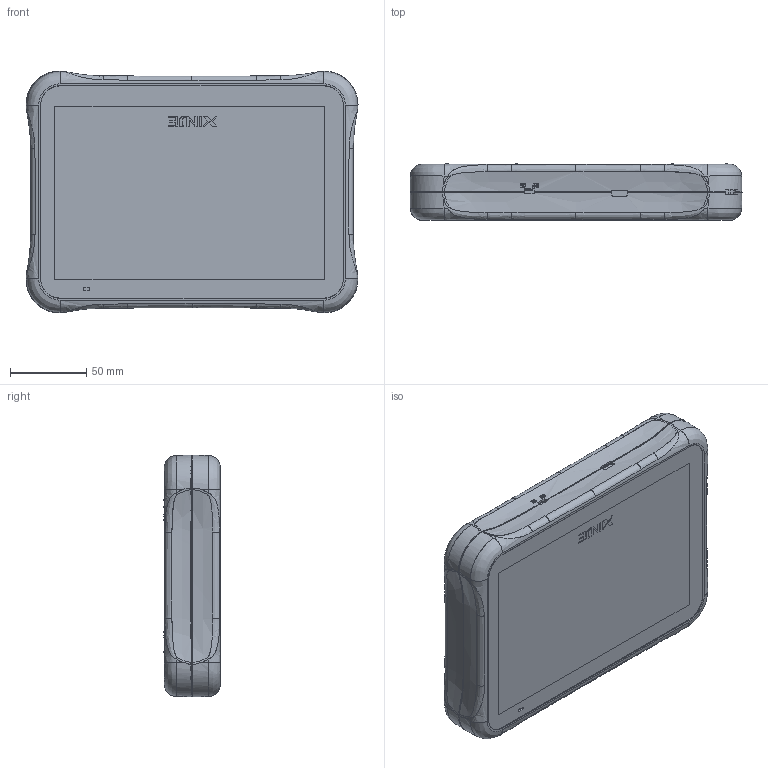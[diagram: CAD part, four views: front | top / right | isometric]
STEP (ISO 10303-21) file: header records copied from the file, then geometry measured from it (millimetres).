
FILE_DESCRIPTION(/* description */ (''),/* implementation_level */ '2;1');
FILE_NAME(/* name */ 'MTG765~1',/* time_stamp */ '2022-12-02T09:47:09+08:00',/* author */ (''),/* organization */ (''),/* preprocessor_version */ 'ST-DEVELOPER v15',/* originating_system */ '',/* authorisation */ '');
FILE_SCHEMA (('AUTOMOTIVE_DESIGN'));
Products named in the file (2): Document; 图块 01
Assembly tree (1 placements, depth 2):
  Document
    图块 01
Bounding box: 217.09 x 37.03 x 157.97 mm (x, y, z)
Volume: 5 mm3; surface area: 132661.1 mm2
Topology: 4 solids, 3005 shells, 3174 faces, 19326 edges, 19056 vertices
Faces by surface type: bspline 2016, plane 1158
Entity records: 281636 total; most frequent: CARTESIAN_POINT 184070, ORIENTED_EDGE 19627, EDGE_CURVE 19219, VERTEX_POINT 19054, B_SPLINE_CURVE_WITH_KNOTS 16140, EDGE_LOOP 3423, ADVANCED_FACE 3172, FACE_OUTER_BOUND 3172
